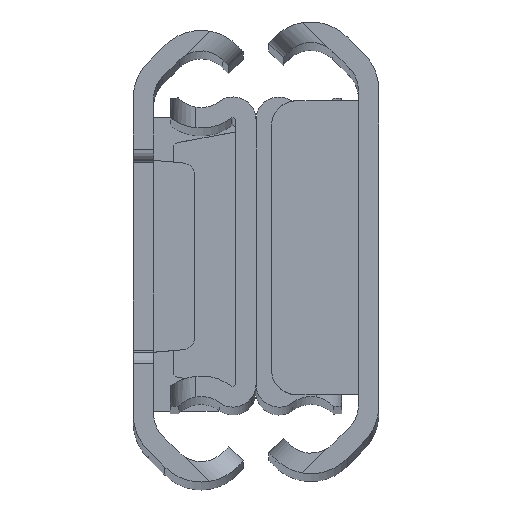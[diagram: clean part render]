
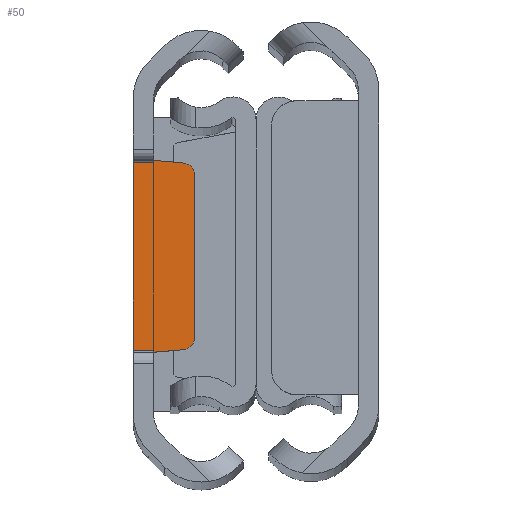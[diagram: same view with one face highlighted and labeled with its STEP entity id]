
A CAD part, top view. The second image highlights one B-rep face of the part: STEP entity #50.
In plain terms, the highlighted planar face has unit normal (0, 0, 1).
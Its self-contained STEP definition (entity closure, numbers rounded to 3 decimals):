
#50 = ADVANCED_FACE ( 'NONE', ( #3957 ), #1859, .T. ) ;
#161 = DIRECTION ( 'NONE',  ( 0., -1., 0. ) ) ;
#166 = DIRECTION ( 'NONE',  ( 0., -1., 0. ) ) ;
#278 = LINE ( 'NONE', #951, #2825 ) ;
#420 = CARTESIAN_POINT ( 'NONE',  ( 1.6, 7.5, -2.2 ) ) ;
#426 = LINE ( 'NONE', #2494, #1959 ) ;
#583 = AXIS2_PLACEMENT_3D ( 'NONE', #819, #2957, #166 ) ;
#593 = ORIENTED_EDGE ( 'NONE', *, *, #4294, .F. ) ;
#602 = LINE ( 'NONE', #1352, #4415 ) ;
#716 = VERTEX_POINT ( 'NONE', #2709 ) ;
#771 = CARTESIAN_POINT ( 'NONE',  ( 8.601, 7.5, -2.2 ) ) ;
#819 = CARTESIAN_POINT ( 'NONE',  ( 8.601, 7.5, -2.2 ) ) ;
#861 = ORIENTED_EDGE ( 'NONE', *, *, #1209, .T. ) ;
#934 = EDGE_CURVE ( 'NONE', #2597, #1747, #4253, .T. ) ;
#951 = CARTESIAN_POINT ( 'NONE',  ( 8.601, -7.5, -2.2 ) ) ;
#1078 = VECTOR ( 'NONE', #1595, 1000. ) ;
#1117 = ORIENTED_EDGE ( 'NONE', *, *, #3461, .F. ) ;
#1173 = CARTESIAN_POINT ( 'NONE',  ( 4.8, -7.23, -2.2 ) ) ;
#1204 = CARTESIAN_POINT ( 'NONE',  ( 4.8, 6.311, -2.2 ) ) ;
#1209 = EDGE_CURVE ( 'NONE', #2705, #2151, #3390, .T. ) ;
#1247 = CIRCLE ( 'NONE', #3337, 1. ) ;
#1345 = DIRECTION ( 'NONE',  ( -1., 0., 0. ) ) ;
#1352 = CARTESIAN_POINT ( 'NONE',  ( 0., 7.5, -2.2 ) ) ;
#1438 = EDGE_CURVE ( 'NONE', #716, #2705, #2496, .T. ) ;
#1439 = EDGE_CURVE ( 'NONE', #2772, #716, #2382, .T. ) ;
#1473 = CARTESIAN_POINT ( 'NONE',  ( 3.8, 6.311, -2.2 ) ) ;
#1595 = DIRECTION ( 'NONE',  ( 0.996, 0.084, 0. ) ) ;
#1710 = ORIENTED_EDGE ( 'NONE', *, *, #3583, .T. ) ;
#1747 = VERTEX_POINT ( 'NONE', #1762 ) ;
#1762 = CARTESIAN_POINT ( 'NONE',  ( 3.884, -7.307, -2.2 ) ) ;
#1859 = PLANE ( 'NONE',  #583 ) ;
#1867 = DIRECTION ( 'NONE',  ( 0., 0., 1. ) ) ;
#1868 = ORIENTED_EDGE ( 'NONE', *, *, #934, .T. ) ;
#1959 = VECTOR ( 'NONE', #3864, 1000. ) ;
#2151 = VERTEX_POINT ( 'NONE', #3748 ) ;
#2158 = CARTESIAN_POINT ( 'NONE',  ( 3.8, -6.311, -2.2 ) ) ;
#2232 = VECTOR ( 'NONE', #1345, 1000. ) ;
#2382 = CIRCLE ( 'NONE', #3036, 1. ) ;
#2396 = DIRECTION ( 'NONE',  ( 0., 1., 0. ) ) ;
#2494 = CARTESIAN_POINT ( 'NONE',  ( 4.8, 7.23, -2.2 ) ) ;
#2496 = LINE ( 'NONE', #2835, #2888 ) ;
#2590 = CARTESIAN_POINT ( 'NONE',  ( 0., -7.5, -2.2 ) ) ;
#2596 = DIRECTION ( 'NONE',  ( 0., -1., 0. ) ) ;
#2597 = VERTEX_POINT ( 'NONE', #2799 ) ;
#2682 = EDGE_LOOP ( 'NONE', ( #1868, #3860, #1710, #3759, #3396, #861, #593, #1117 ) ) ;
#2705 = VERTEX_POINT ( 'NONE', #420 ) ;
#2709 = CARTESIAN_POINT ( 'NONE',  ( 3.884, 7.307, -2.2 ) ) ;
#2772 = VERTEX_POINT ( 'NONE', #1204 ) ;
#2799 = CARTESIAN_POINT ( 'NONE',  ( 1.6, -7.5, -2.2 ) ) ;
#2825 = VECTOR ( 'NONE', #3669, 1000. ) ;
#2835 = CARTESIAN_POINT ( 'NONE',  ( 1.6, 7.5, -2.2 ) ) ;
#2888 = VECTOR ( 'NONE', #4200, 1000. ) ;
#2957 = DIRECTION ( 'NONE',  ( 0., 0., 1. ) ) ;
#3036 = AXIS2_PLACEMENT_3D ( 'NONE', #1473, #3244, #161 ) ;
#3176 = VERTEX_POINT ( 'NONE', #2590 ) ;
#3244 = DIRECTION ( 'NONE',  ( 0., 0., 1. ) ) ;
#3247 = EDGE_CURVE ( 'NONE', #1747, #3883, #1247, .T. ) ;
#3337 = AXIS2_PLACEMENT_3D ( 'NONE', #2158, #1867, #2596 ) ;
#3390 = LINE ( 'NONE', #771, #2232 ) ;
#3396 = ORIENTED_EDGE ( 'NONE', *, *, #1438, .T. ) ;
#3461 = EDGE_CURVE ( 'NONE', #2597, #3176, #278, .T. ) ;
#3583 = EDGE_CURVE ( 'NONE', #3883, #2772, #426, .T. ) ;
#3669 = DIRECTION ( 'NONE',  ( -1., 0., 0. ) ) ;
#3748 = CARTESIAN_POINT ( 'NONE',  ( 0., 7.5, -2.2 ) ) ;
#3759 = ORIENTED_EDGE ( 'NONE', *, *, #1439, .T. ) ;
#3860 = ORIENTED_EDGE ( 'NONE', *, *, #3247, .T. ) ;
#3864 = DIRECTION ( 'NONE',  ( 0., 1., 0. ) ) ;
#3883 = VERTEX_POINT ( 'NONE', #4102 ) ;
#3957 = FACE_OUTER_BOUND ( 'NONE', #2682, .T. ) ;
#4102 = CARTESIAN_POINT ( 'NONE',  ( 4.8, -6.311, -2.2 ) ) ;
#4200 = DIRECTION ( 'NONE',  ( -0.996, 0.084, 0. ) ) ;
#4253 = LINE ( 'NONE', #1173, #1078 ) ;
#4294 = EDGE_CURVE ( 'NONE', #3176, #2151, #602, .T. ) ;
#4415 = VECTOR ( 'NONE', #2396, 1000. ) ;
